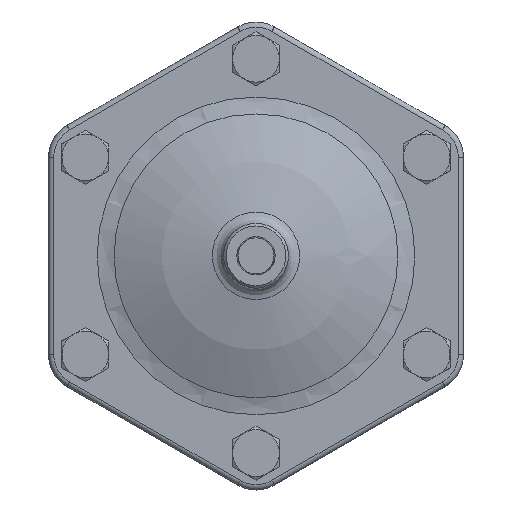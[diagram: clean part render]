
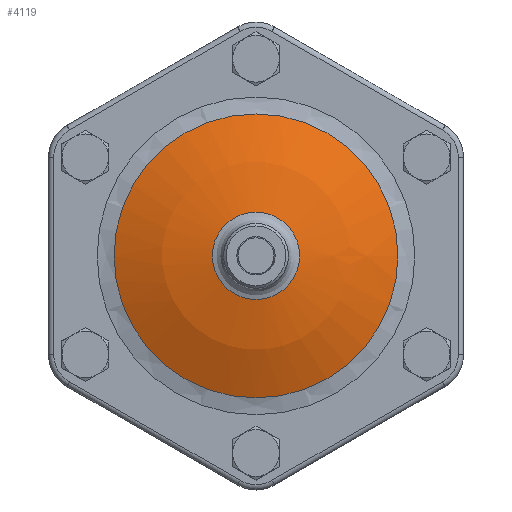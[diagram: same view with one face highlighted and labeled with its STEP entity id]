
A CAD part, top view. The second image highlights one B-rep face of the part: STEP entity #4119.
In plain terms, the highlighted spherical face has radius 126 mm.
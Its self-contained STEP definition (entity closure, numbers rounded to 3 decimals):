
#4085=CARTESIAN_POINT('',(0.,54.737,38.489));
#4086=VERTEX_POINT('',#4085);
#4087=CARTESIAN_POINT('',(0.,0.,38.489));
#4088=DIRECTION('',(0.0,0.0,-1.0));
#4089=DIRECTION('',(0.0,-1.0,0.0));
#4090=AXIS2_PLACEMENT_3D('',#4087,#4088,#4089);
#4091=CIRCLE('',#4090,54.737);
#4092=EDGE_CURVE('',#4086,#4086,#4091,.T.);
#4100=CARTESIAN_POINT('',(0.0,0.0,-75.));
#4101=DIRECTION('',(0.0,0.0,1.0));
#4102=DIRECTION('',(1.0,0.0,0.0));
#4103=AXIS2_PLACEMENT_3D('',#4100,#4101,#4102);
#4104=SPHERICAL_SURFACE('',#4103,126.);
#4105=CARTESIAN_POINT('',(16.832,0.,49.871));
#4106=VERTEX_POINT('',#4105);
#4107=CARTESIAN_POINT('',(0.,0.,49.871));
#4108=DIRECTION('',(0.0,0.0,1.0));
#4109=DIRECTION('',(-1.0,0.0,0.0));
#4110=AXIS2_PLACEMENT_3D('',#4107,#4108,#4109);
#4111=CIRCLE('',#4110,16.832);
#4112=EDGE_CURVE('',#4106,#4106,#4111,.T.);
#4113=ORIENTED_EDGE('',*,*,#4112,.F.);
#4114=EDGE_LOOP('',(#4113));
#4115=FACE_OUTER_BOUND('',#4114,.T.);
#4116=ORIENTED_EDGE('',*,*,#4092,.F.);
#4117=EDGE_LOOP('',(#4116));
#4118=FACE_BOUND('',#4117,.T.);
#4119=ADVANCED_FACE('',(#4115,#4118),#4104,.T.);
